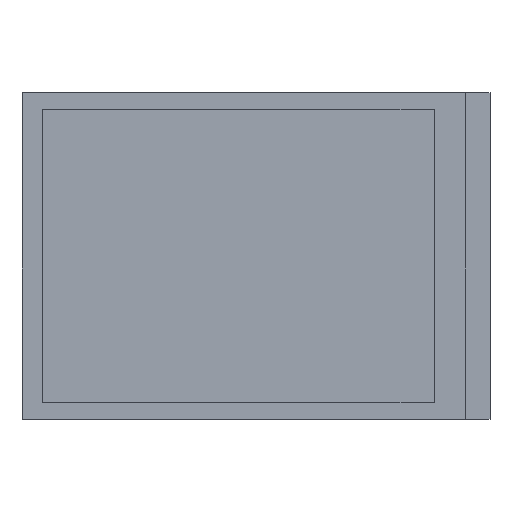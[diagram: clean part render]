
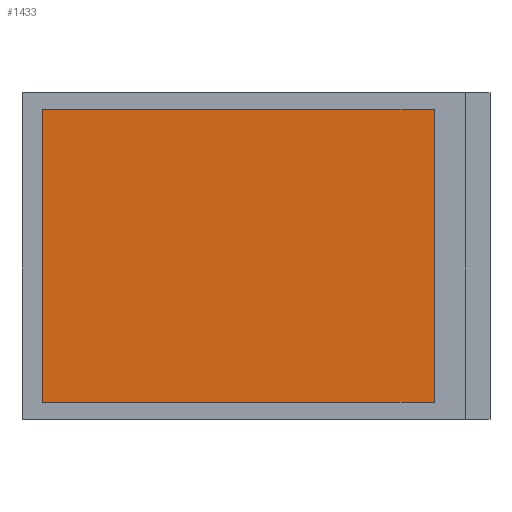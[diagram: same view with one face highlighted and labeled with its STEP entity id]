
A CAD part, top view. The second image highlights one B-rep face of the part: STEP entity #1433.
In plain terms, the highlighted planar face has unit normal (0, 0, 1).
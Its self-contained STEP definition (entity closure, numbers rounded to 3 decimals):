
#1134 = PLANE('',#1135);
#1135 = AXIS2_PLACEMENT_3D('',#1136,#1137,#1138);
#1136 = CARTESIAN_POINT('',(-35.35,24.3,0.));
#1137 = DIRECTION('',(-1.,0.,0.));
#1138 = DIRECTION('',(0.,-1.,0.));
#1159 = VERTEX_POINT('',#1160);
#1160 = CARTESIAN_POINT('',(-35.35,-24.2,3.7));
#1174 = PLANE('',#1175);
#1175 = AXIS2_PLACEMENT_3D('',#1176,#1177,#1178);
#1176 = CARTESIAN_POINT('',(-35.35,-24.2,0.));
#1177 = DIRECTION('',(0.,-1.,0.));
#1178 = DIRECTION('',(1.,0.,0.));
#1186 = EDGE_CURVE('',#1187,#1159,#1189,.T.);
#1187 = VERTEX_POINT('',#1188);
#1188 = CARTESIAN_POINT('',(-35.35,24.3,3.7));
#1189 = SURFACE_CURVE('',#1190,(#1194,#1201),.PCURVE_S1.);
#1190 = LINE('',#1191,#1192);
#1191 = CARTESIAN_POINT('',(-35.35,-24.2,3.7));
#1192 = VECTOR('',#1193,1.);
#1193 = DIRECTION('',(0.,-1.,0.));
#1194 = PCURVE('',#1134,#1195);
#1195 = DEFINITIONAL_REPRESENTATION('',(#1196),#1200);
#1196 = LINE('',#1197,#1198);
#1197 = CARTESIAN_POINT('',(48.5,3.7));
#1198 = VECTOR('',#1199,1.);
#1199 = DIRECTION('',(1.,0.));
#1200 = ( GEOMETRIC_REPRESENTATION_CONTEXT(2) 
PARAMETRIC_REPRESENTATION_CONTEXT() REPRESENTATION_CONTEXT('2D SPACE',''
  ) );
#1201 = PCURVE('',#1202,#1207);
#1202 = PLANE('',#1203);
#1203 = AXIS2_PLACEMENT_3D('',#1204,#1205,#1206);
#1204 = CARTESIAN_POINT('',(-2.95,0.05,3.7));
#1205 = DIRECTION('',(0.,0.,1.));
#1206 = DIRECTION('',(1.,0.,-0.));
#1207 = DEFINITIONAL_REPRESENTATION('',(#1208),#1212);
#1208 = LINE('',#1209,#1210);
#1209 = CARTESIAN_POINT('',(-32.4,-24.25));
#1210 = VECTOR('',#1211,1.);
#1211 = DIRECTION('',(0.,-1.));
#1212 = ( GEOMETRIC_REPRESENTATION_CONTEXT(2) 
PARAMETRIC_REPRESENTATION_CONTEXT() REPRESENTATION_CONTEXT('2D SPACE',''
  ) );
#1228 = PLANE('',#1229);
#1229 = AXIS2_PLACEMENT_3D('',#1230,#1231,#1232);
#1230 = CARTESIAN_POINT('',(29.45,24.3,0.));
#1231 = DIRECTION('',(0.,1.,0.));
#1232 = DIRECTION('',(-1.,0.,0.));
#1267 = EDGE_CURVE('',#1268,#1187,#1270,.T.);
#1268 = VERTEX_POINT('',#1269);
#1269 = CARTESIAN_POINT('',(29.45,24.3,3.7));
#1270 = SURFACE_CURVE('',#1271,(#1275,#1282),.PCURVE_S1.);
#1271 = LINE('',#1272,#1273);
#1272 = CARTESIAN_POINT('',(-35.35,24.3,3.7));
#1273 = VECTOR('',#1274,1.);
#1274 = DIRECTION('',(-1.,0.,0.));
#1275 = PCURVE('',#1228,#1276);
#1276 = DEFINITIONAL_REPRESENTATION('',(#1277),#1281);
#1277 = LINE('',#1278,#1279);
#1278 = CARTESIAN_POINT('',(64.8,3.7));
#1279 = VECTOR('',#1280,1.);
#1280 = DIRECTION('',(1.,0.));
#1281 = ( GEOMETRIC_REPRESENTATION_CONTEXT(2) 
PARAMETRIC_REPRESENTATION_CONTEXT() REPRESENTATION_CONTEXT('2D SPACE',''
  ) );
#1282 = PCURVE('',#1202,#1283);
#1283 = DEFINITIONAL_REPRESENTATION('',(#1284),#1288);
#1284 = LINE('',#1285,#1286);
#1285 = CARTESIAN_POINT('',(-32.4,24.25));
#1286 = VECTOR('',#1287,1.);
#1287 = DIRECTION('',(-1.,0.));
#1288 = ( GEOMETRIC_REPRESENTATION_CONTEXT(2) 
PARAMETRIC_REPRESENTATION_CONTEXT() REPRESENTATION_CONTEXT('2D SPACE',''
  ) );
#1304 = PLANE('',#1305);
#1305 = AXIS2_PLACEMENT_3D('',#1306,#1307,#1308);
#1306 = CARTESIAN_POINT('',(29.45,-24.2,0.));
#1307 = DIRECTION('',(1.,0.,0.));
#1308 = DIRECTION('',(-0.,1.,0.));
#1343 = EDGE_CURVE('',#1344,#1268,#1346,.T.);
#1344 = VERTEX_POINT('',#1345);
#1345 = CARTESIAN_POINT('',(29.45,-24.2,3.7));
#1346 = SURFACE_CURVE('',#1347,(#1351,#1358),.PCURVE_S1.);
#1347 = LINE('',#1348,#1349);
#1348 = CARTESIAN_POINT('',(29.45,24.3,3.7));
#1349 = VECTOR('',#1350,1.);
#1350 = DIRECTION('',(0.,1.,0.));
#1351 = PCURVE('',#1304,#1352);
#1352 = DEFINITIONAL_REPRESENTATION('',(#1353),#1357);
#1353 = LINE('',#1354,#1355);
#1354 = CARTESIAN_POINT('',(48.5,3.7));
#1355 = VECTOR('',#1356,1.);
#1356 = DIRECTION('',(1.,0.));
#1357 = ( GEOMETRIC_REPRESENTATION_CONTEXT(2) 
PARAMETRIC_REPRESENTATION_CONTEXT() REPRESENTATION_CONTEXT('2D SPACE',''
  ) );
#1358 = PCURVE('',#1202,#1359);
#1359 = DEFINITIONAL_REPRESENTATION('',(#1360),#1364);
#1360 = LINE('',#1361,#1362);
#1361 = CARTESIAN_POINT('',(32.4,24.25));
#1362 = VECTOR('',#1363,1.);
#1363 = DIRECTION('',(0.,1.));
#1364 = ( GEOMETRIC_REPRESENTATION_CONTEXT(2) 
PARAMETRIC_REPRESENTATION_CONTEXT() REPRESENTATION_CONTEXT('2D SPACE',''
  ) );
#1412 = EDGE_CURVE('',#1159,#1344,#1413,.T.);
#1413 = SURFACE_CURVE('',#1414,(#1418,#1425),.PCURVE_S1.);
#1414 = LINE('',#1415,#1416);
#1415 = CARTESIAN_POINT('',(29.45,-24.2,3.7));
#1416 = VECTOR('',#1417,1.);
#1417 = DIRECTION('',(1.,0.,0.));
#1418 = PCURVE('',#1174,#1419);
#1419 = DEFINITIONAL_REPRESENTATION('',(#1420),#1424);
#1420 = LINE('',#1421,#1422);
#1421 = CARTESIAN_POINT('',(64.8,3.7));
#1422 = VECTOR('',#1423,1.);
#1423 = DIRECTION('',(1.,0.));
#1424 = ( GEOMETRIC_REPRESENTATION_CONTEXT(2) 
PARAMETRIC_REPRESENTATION_CONTEXT() REPRESENTATION_CONTEXT('2D SPACE',''
  ) );
#1425 = PCURVE('',#1202,#1426);
#1426 = DEFINITIONAL_REPRESENTATION('',(#1427),#1431);
#1427 = LINE('',#1428,#1429);
#1428 = CARTESIAN_POINT('',(32.4,-24.25));
#1429 = VECTOR('',#1430,1.);
#1430 = DIRECTION('',(1.,0.));
#1431 = ( GEOMETRIC_REPRESENTATION_CONTEXT(2) 
PARAMETRIC_REPRESENTATION_CONTEXT() REPRESENTATION_CONTEXT('2D SPACE',''
  ) );
#1433 = ADVANCED_FACE('',(#1434),#1202,.T.);
#1434 = FACE_BOUND('',#1435,.T.);
#1435 = EDGE_LOOP('',(#1436,#1437,#1438,#1439));
#1436 = ORIENTED_EDGE('',*,*,#1412,.T.);
#1437 = ORIENTED_EDGE('',*,*,#1343,.T.);
#1438 = ORIENTED_EDGE('',*,*,#1267,.T.);
#1439 = ORIENTED_EDGE('',*,*,#1186,.T.);
